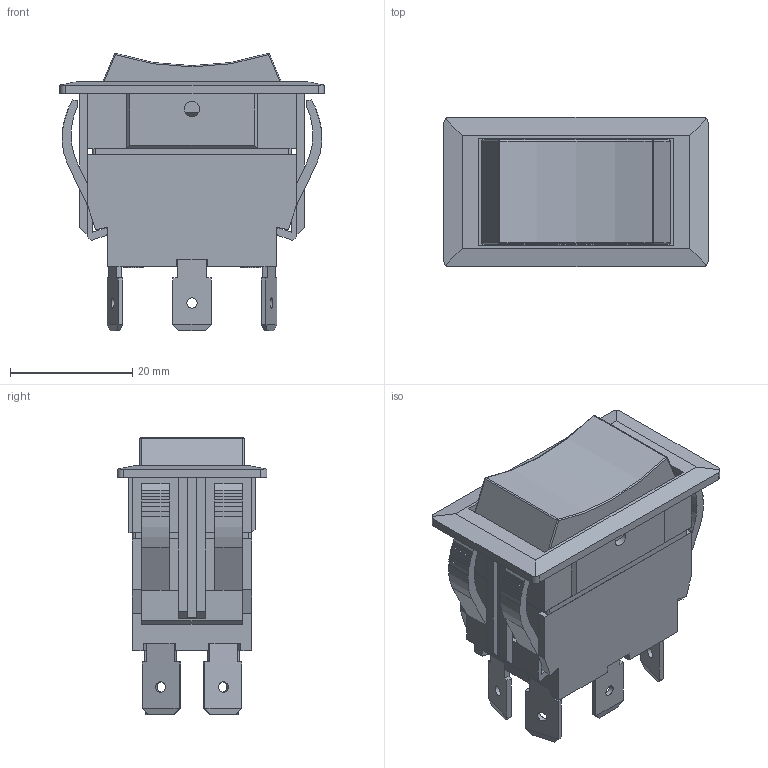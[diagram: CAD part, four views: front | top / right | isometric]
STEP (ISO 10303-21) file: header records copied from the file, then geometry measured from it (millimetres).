
FILE_DESCRIPTION((' '),'2;1');
FILE_NAME('RVW46Dxx00.stp','2017-07-28T14:38:01',(' '),(' '),' ','ACIS',' ');
FILE_SCHEMA(('CONFIG_CONTROL_DESIGN'));
Length unit declared in the file: inch
Products named in the file (1): RVW46Dxx00.stp
Bounding box: 43.2 x 24.5 x 45.3 mm (x, y, z)
Surface area: 13786.8 mm2 (no closed solid volume)
Topology: 0 solids, 1 shells, 401 faces, 1080 edges, 695 vertices
Faces by surface type: plane 320, cylinder 64, sphere 8, cone 7, torus 2
Full cylindrical faces by diameter (mm): 1.7 x6, 2.5 x4, 3.3 x6, 3.5 x1, 7 x1
Entity records: 12315 total; most frequent: CARTESIAN_POINT 2138, ORIENTED_EDGE 2096, DIRECTION 2008, EDGE_CURVE 1049, VECTOR 894, LINE 894, VERTEX_POINT 687, AXIS2_PLACEMENT_3D 557
